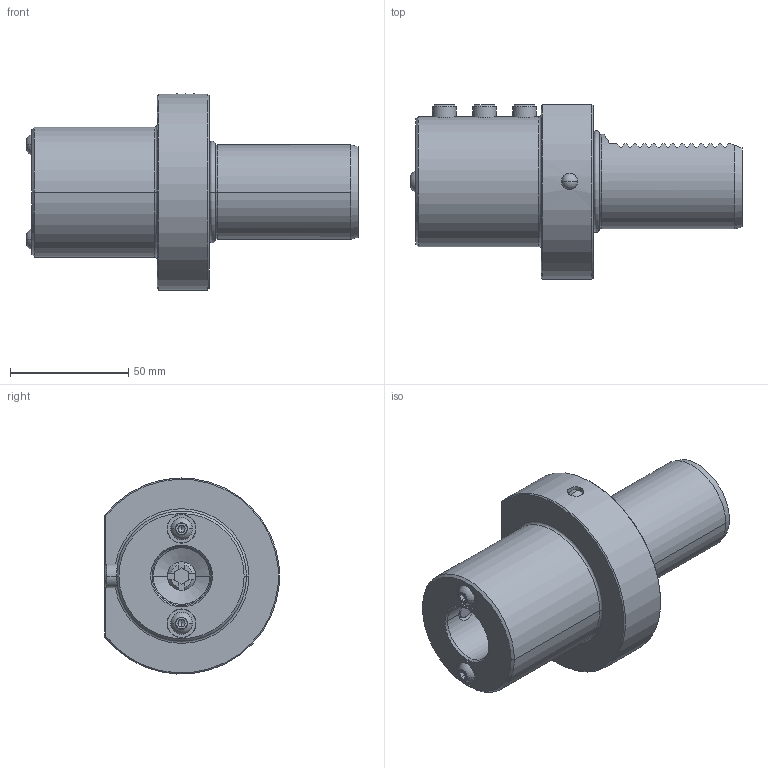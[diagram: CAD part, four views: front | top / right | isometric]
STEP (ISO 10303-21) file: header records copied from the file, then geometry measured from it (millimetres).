
FILE_DESCRIPTION((''),'2;1');
FILE_NAME('213015155_SW0001','2014-02-27T',('czauner'),(''),'PRO/ENGINEER BY PARAMETRIC TECHNOLOGY CORPORATION, 2011040','PRO/ENGINEER BY PARAMETRIC TECHNOLOGY CORPORATION, 2011040','');
FILE_SCHEMA(('AUTOMOTIVE_DESIGN { 1 2 10303 214 0 1 1 1 }'));
Length unit declared in the file: millimetre
Products named in the file (1): 213015155_SW0001
Bounding box: 140.5 x 73.85 x 82.95 mm (x, y, z)
Volume: 268773.2 mm3; surface area: 47840.6 mm2
Topology: 3 solids, 3 shells, 349 faces, 860 edges, 513 vertices
Faces by surface type: plane 156, cylinder 85, cone 78, sphere 12, torus 12, bspline 4, revolution 2
Entity records: 17521 total; most frequent: CARTESIAN_POINT 8313, ORIENTED_EDGE 1680, DIRECTION 1649, EDGE_CURVE 840, AXIS2_PLACEMENT_3D 615, VERTEX_POINT 513, VECTOR 417, LINE 417
